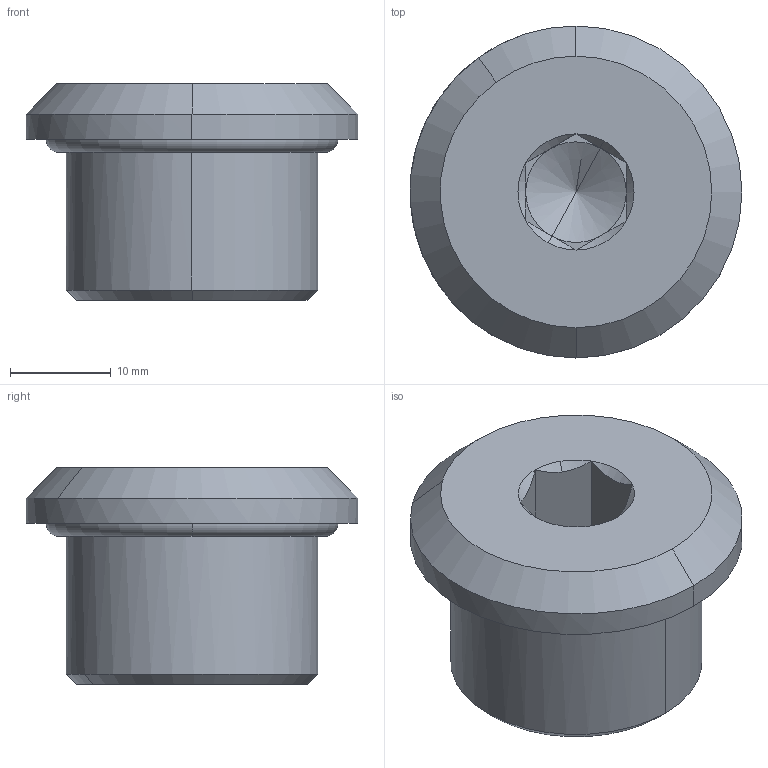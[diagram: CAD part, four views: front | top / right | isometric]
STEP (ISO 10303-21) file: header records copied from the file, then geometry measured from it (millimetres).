
FILE_DESCRIPTION(('CATIA V5 STEP Exchange','CAx-IF Rec.Pracs.--- Model Styling and Organization---1.4--- 2014-01-23'),'2;1');
FILE_NAME ('414262-1_0_1188710000_1188710000.stp','2023-01-04T01:54:24+00:00',('none'),('Weidmueller'),'CATIA Version 5-6 Release 2016 SP3 HF44','CATIA V5 STEP AP214','none');
FILE_SCHEMA(('AUTOMOTIVE_DESIGN { 1 0 10303 214 1 1 1 1 }'));
Length unit declared in the file: millimetre
Products named in the file (1): VP M25-Ex W
Bounding box: 33 x 33 x 21.5 mm (x, y, z)
Volume: 11120.1 mm3; surface area: 4538.1 mm2
Topology: 2 solids, 2 shells, 50 faces, 108 edges, 61 vertices
Faces by surface type: plane 16, cone 16, torus 10, cylinder 8
Entity records: 1359 total; most frequent: CARTESIAN_POINT 330, ORIENTED_EDGE 212, DIRECTION 169, EDGE_CURVE 106, AXIS2_PLACEMENT_3D 95, VERTEX_POINT 61, CIRCLE 55, EDGE_LOOP 53
